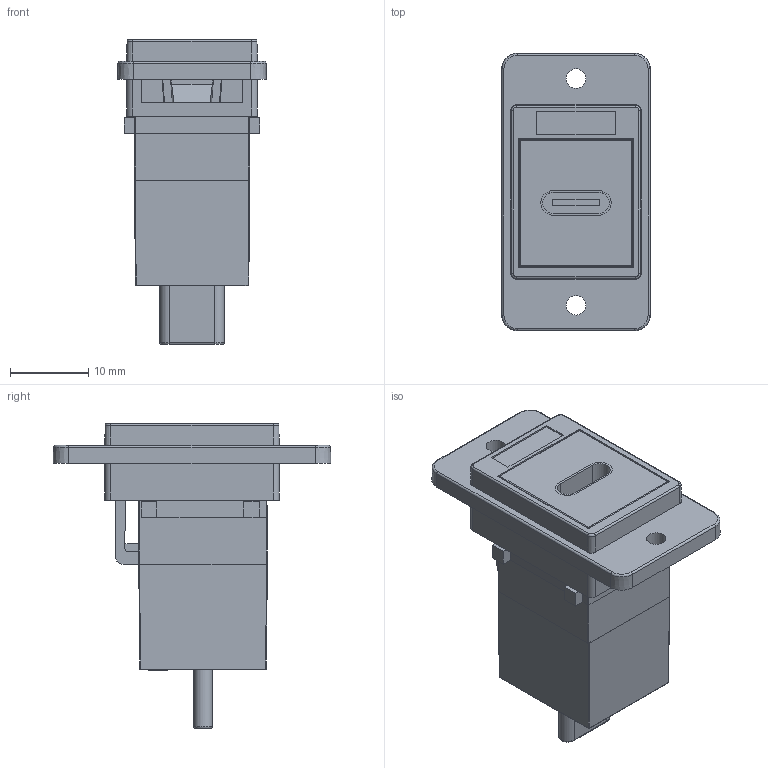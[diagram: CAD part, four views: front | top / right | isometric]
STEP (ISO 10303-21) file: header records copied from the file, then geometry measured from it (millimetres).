
FILE_DESCRIPTION(/* description */ (''),/* implementation_level */ '2;1');
FILE_NAME(/* name */ 'CP30711X USBC F-M 2.5 hole.stp',/* time_stamp */ '2021-09-03T14:29:21+01:00',/* author */ ('tottley'),/* organization */ (''),/* preprocessor_version */ 'ST-DEVELOPER v18.1',/* originating_system */ 'Autodesk Inventor 2022',/* authorisation */ '');
FILE_SCHEMA (('AUTOMOTIVE_DESIGN { 1 0 10303 214 3 1 1 }'));
Length unit declared in the file: millimetre
Products named in the file (1): Part14
Bounding box: 19 x 35.5 x 39 mm (x, y, z)
Volume: 4312.2 mm3; surface area: 9023.5 mm2
Topology: 3 solids, 4 shells, 444 faces, 1202 edges, 778 vertices
Faces by surface type: plane 311, bspline 54, cylinder 49, cone 12, torus 10, sphere 8
Full cylindrical faces by diameter (mm): 2.5 x2
Entity records: 14462 total; most frequent: CARTESIAN_POINT 3466, ORIENTED_EDGE 2404, DIRECTION 2007, EDGE_CURVE 1202, LINE 943, VECTOR 943, VERTEX_POINT 778, AXIS2_PLACEMENT_3D 532
